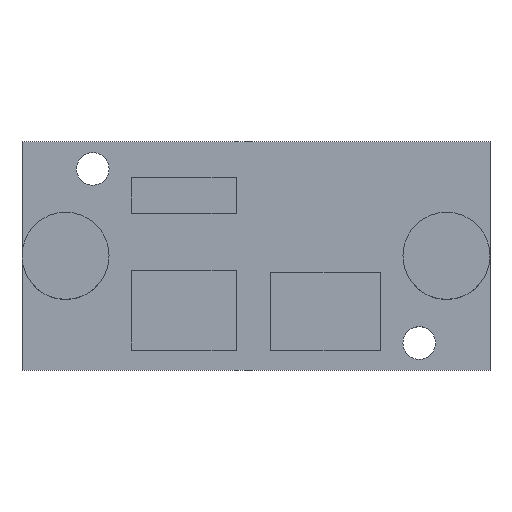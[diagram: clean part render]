
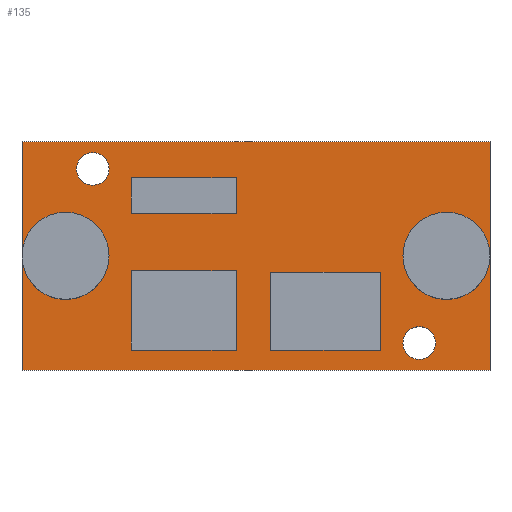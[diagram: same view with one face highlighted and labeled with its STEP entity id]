
A CAD part, top view. The second image highlights one B-rep face of the part: STEP entity #135.
In plain terms, the highlighted planar face has unit normal (0, 0, 1).
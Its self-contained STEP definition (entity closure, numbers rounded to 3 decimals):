
#22 = VERTEX_POINT('',#23);
#23 = CARTESIAN_POINT('',(-21.5,-10.5,0.));
#40 = VERTEX_POINT('',#41);
#41 = CARTESIAN_POINT('',(21.5,-10.5,0.));
#47 = EDGE_CURVE('',#22,#40,#48,.T.);
#48 = LINE('',#49,#50);
#49 = CARTESIAN_POINT('',(-21.5,-10.5,0.));
#50 = VECTOR('',#51,1.);
#51 = DIRECTION('',(1.,0.,0.));
#62 = VERTEX_POINT('',#63);
#63 = CARTESIAN_POINT('',(-21.5,10.5,0.));
#78 = EDGE_CURVE('',#79,#22,#81,.T.);
#79 = VERTEX_POINT('',#80);
#80 = CARTESIAN_POINT('',(-21.5,0.,0.));
#81 = LINE('',#82,#83);
#82 = CARTESIAN_POINT('',(-21.5,10.5,0.));
#83 = VECTOR('',#84,1.);
#84 = DIRECTION('',(0.,-1.,0.));
#86 = EDGE_CURVE('',#62,#79,#87,.T.);
#87 = LINE('',#88,#89);
#88 = CARTESIAN_POINT('',(-21.5,10.5,0.));
#89 = VECTOR('',#90,1.);
#90 = DIRECTION('',(0.,-1.,0.));
#110 = VERTEX_POINT('',#111);
#111 = CARTESIAN_POINT('',(21.5,10.5,0.));
#117 = EDGE_CURVE('',#118,#110,#120,.T.);
#118 = VERTEX_POINT('',#119);
#119 = CARTESIAN_POINT('',(21.5,0.,0.));
#120 = LINE('',#121,#122);
#121 = CARTESIAN_POINT('',(21.5,-10.5,0.));
#122 = VECTOR('',#123,1.);
#123 = DIRECTION('',(0.,1.,0.));
#125 = EDGE_CURVE('',#40,#118,#126,.T.);
#126 = LINE('',#127,#128);
#127 = CARTESIAN_POINT('',(21.5,-10.5,0.));
#128 = VECTOR('',#129,1.);
#129 = DIRECTION('',(0.,1.,0.));
#135 = ADVANCED_FACE('',(#136,#149,#183,#201,#235,#246,#255,#266),#300,
  .T.);
#136 = FACE_BOUND('',#137,.T.);
#137 = EDGE_LOOP('',(#138,#139,#140,#141,#142,#148));
#138 = ORIENTED_EDGE('',*,*,#78,.T.);
#139 = ORIENTED_EDGE('',*,*,#47,.T.);
#140 = ORIENTED_EDGE('',*,*,#125,.T.);
#141 = ORIENTED_EDGE('',*,*,#117,.T.);
#142 = ORIENTED_EDGE('',*,*,#143,.T.);
#143 = EDGE_CURVE('',#110,#62,#144,.T.);
#144 = LINE('',#145,#146);
#145 = CARTESIAN_POINT('',(21.5,10.5,0.));
#146 = VECTOR('',#147,1.);
#147 = DIRECTION('',(-1.,0.,0.));
#148 = ORIENTED_EDGE('',*,*,#86,.T.);
#149 = FACE_BOUND('',#150,.T.);
#150 = EDGE_LOOP('',(#151,#161,#169,#177));
#151 = ORIENTED_EDGE('',*,*,#152,.F.);
#152 = EDGE_CURVE('',#153,#155,#157,.T.);
#153 = VERTEX_POINT('',#154);
#154 = CARTESIAN_POINT('',(-11.46,-8.657,0.));
#155 = VERTEX_POINT('',#156);
#156 = CARTESIAN_POINT('',(-1.817,-8.657,0.));
#157 = LINE('',#158,#159);
#158 = CARTESIAN_POINT('',(-11.46,-8.657,0.));
#159 = VECTOR('',#160,1.);
#160 = DIRECTION('',(1.,0.,0.));
#161 = ORIENTED_EDGE('',*,*,#162,.F.);
#162 = EDGE_CURVE('',#163,#153,#165,.T.);
#163 = VERTEX_POINT('',#164);
#164 = CARTESIAN_POINT('',(-11.46,-1.385,0.));
#165 = LINE('',#166,#167);
#166 = CARTESIAN_POINT('',(-11.46,-1.385,0.));
#167 = VECTOR('',#168,1.);
#168 = DIRECTION('',(0.,-1.,0.));
#169 = ORIENTED_EDGE('',*,*,#170,.F.);
#170 = EDGE_CURVE('',#171,#163,#173,.T.);
#171 = VERTEX_POINT('',#172);
#172 = CARTESIAN_POINT('',(-1.817,-1.385,0.));
#173 = LINE('',#174,#175);
#174 = CARTESIAN_POINT('',(-1.817,-1.385,0.));
#175 = VECTOR('',#176,1.);
#176 = DIRECTION('',(-1.,0.,0.));
#177 = ORIENTED_EDGE('',*,*,#178,.F.);
#178 = EDGE_CURVE('',#155,#171,#179,.T.);
#179 = LINE('',#180,#181);
#180 = CARTESIAN_POINT('',(-1.817,-8.657,0.));
#181 = VECTOR('',#182,1.);
#182 = DIRECTION('',(0.,1.,0.));
#183 = FACE_BOUND('',#184,.T.);
#184 = EDGE_LOOP('',(#185,#194));
#185 = ORIENTED_EDGE('',*,*,#186,.F.);
#186 = EDGE_CURVE('',#79,#187,#189,.T.);
#187 = VERTEX_POINT('',#188);
#188 = CARTESIAN_POINT('',(-13.5,0.,0.));
#189 = CIRCLE('',#190,4.);
#190 = AXIS2_PLACEMENT_3D('',#191,#192,#193);
#191 = CARTESIAN_POINT('',(-17.5,0.,0.));
#192 = DIRECTION('',(0.,0.,1.));
#193 = DIRECTION('',(1.,0.,0.));
#194 = ORIENTED_EDGE('',*,*,#195,.F.);
#195 = EDGE_CURVE('',#187,#79,#196,.T.);
#196 = CIRCLE('',#197,4.);
#197 = AXIS2_PLACEMENT_3D('',#198,#199,#200);
#198 = CARTESIAN_POINT('',(-17.5,0.,0.));
#199 = DIRECTION('',(0.,0.,1.));
#200 = DIRECTION('',(1.,0.,0.));
#201 = FACE_BOUND('',#202,.T.);
#202 = EDGE_LOOP('',(#203,#213,#221,#229));
#203 = ORIENTED_EDGE('',*,*,#204,.F.);
#204 = EDGE_CURVE('',#205,#207,#209,.T.);
#205 = VERTEX_POINT('',#206);
#206 = CARTESIAN_POINT('',(1.35,-8.657,0.));
#207 = VERTEX_POINT('',#208);
#208 = CARTESIAN_POINT('',(11.423,-8.657,0.));
#209 = LINE('',#210,#211);
#210 = CARTESIAN_POINT('',(1.35,-8.657,0.));
#211 = VECTOR('',#212,1.);
#212 = DIRECTION('',(1.,0.,0.));
#213 = ORIENTED_EDGE('',*,*,#214,.F.);
#214 = EDGE_CURVE('',#215,#205,#217,.T.);
#215 = VERTEX_POINT('',#216);
#216 = CARTESIAN_POINT('',(1.35,-1.526,0.));
#217 = LINE('',#218,#219);
#218 = CARTESIAN_POINT('',(1.35,-1.526,0.));
#219 = VECTOR('',#220,1.);
#220 = DIRECTION('',(0.,-1.,0.));
#221 = ORIENTED_EDGE('',*,*,#222,.F.);
#222 = EDGE_CURVE('',#223,#215,#225,.T.);
#223 = VERTEX_POINT('',#224);
#224 = CARTESIAN_POINT('',(11.423,-1.526,0.));
#225 = LINE('',#226,#227);
#226 = CARTESIAN_POINT('',(11.423,-1.526,0.));
#227 = VECTOR('',#228,1.);
#228 = DIRECTION('',(-1.,0.,0.));
#229 = ORIENTED_EDGE('',*,*,#230,.F.);
#230 = EDGE_CURVE('',#207,#223,#231,.T.);
#231 = LINE('',#232,#233);
#232 = CARTESIAN_POINT('',(11.423,-8.657,0.));
#233 = VECTOR('',#234,1.);
#234 = DIRECTION('',(0.,1.,0.));
#235 = FACE_BOUND('',#236,.T.);
#236 = EDGE_LOOP('',(#237));
#237 = ORIENTED_EDGE('',*,*,#238,.F.);
#238 = EDGE_CURVE('',#239,#239,#241,.T.);
#239 = VERTEX_POINT('',#240);
#240 = CARTESIAN_POINT('',(16.5,-8.,0.));
#241 = CIRCLE('',#242,1.5);
#242 = AXIS2_PLACEMENT_3D('',#243,#244,#245);
#243 = CARTESIAN_POINT('',(15.,-8.,0.));
#244 = DIRECTION('',(0.,0.,1.));
#245 = DIRECTION('',(1.,0.,0.));
#246 = FACE_BOUND('',#247,.T.);
#247 = EDGE_LOOP('',(#248));
#248 = ORIENTED_EDGE('',*,*,#249,.F.);
#249 = EDGE_CURVE('',#118,#118,#250,.T.);
#250 = CIRCLE('',#251,4.);
#251 = AXIS2_PLACEMENT_3D('',#252,#253,#254);
#252 = CARTESIAN_POINT('',(17.5,0.,0.));
#253 = DIRECTION('',(0.,0.,1.));
#254 = DIRECTION('',(1.,0.,0.));
#255 = FACE_BOUND('',#256,.T.);
#256 = EDGE_LOOP('',(#257));
#257 = ORIENTED_EDGE('',*,*,#258,.F.);
#258 = EDGE_CURVE('',#259,#259,#261,.T.);
#259 = VERTEX_POINT('',#260);
#260 = CARTESIAN_POINT('',(-13.5,8.,0.));
#261 = CIRCLE('',#262,1.5);
#262 = AXIS2_PLACEMENT_3D('',#263,#264,#265);
#263 = CARTESIAN_POINT('',(-15.,8.,0.));
#264 = DIRECTION('',(0.,0.,1.));
#265 = DIRECTION('',(1.,0.,0.));
#266 = FACE_BOUND('',#267,.T.);
#267 = EDGE_LOOP('',(#268,#278,#286,#294));
#268 = ORIENTED_EDGE('',*,*,#269,.F.);
#269 = EDGE_CURVE('',#270,#272,#274,.T.);
#270 = VERTEX_POINT('',#271);
#271 = CARTESIAN_POINT('',(-11.46,3.899,0.));
#272 = VERTEX_POINT('',#273);
#273 = CARTESIAN_POINT('',(-1.817,3.899,0.));
#274 = LINE('',#275,#276);
#275 = CARTESIAN_POINT('',(-11.46,3.899,0.));
#276 = VECTOR('',#277,1.);
#277 = DIRECTION('',(1.,0.,0.));
#278 = ORIENTED_EDGE('',*,*,#279,.F.);
#279 = EDGE_CURVE('',#280,#270,#282,.T.);
#280 = VERTEX_POINT('',#281);
#281 = CARTESIAN_POINT('',(-11.46,7.188,0.));
#282 = LINE('',#283,#284);
#283 = CARTESIAN_POINT('',(-11.46,7.188,0.));
#284 = VECTOR('',#285,1.);
#285 = DIRECTION('',(0.,-1.,0.));
#286 = ORIENTED_EDGE('',*,*,#287,.F.);
#287 = EDGE_CURVE('',#288,#280,#290,.T.);
#288 = VERTEX_POINT('',#289);
#289 = CARTESIAN_POINT('',(-1.817,7.188,0.));
#290 = LINE('',#291,#292);
#291 = CARTESIAN_POINT('',(-1.817,7.188,0.));
#292 = VECTOR('',#293,1.);
#293 = DIRECTION('',(-1.,0.,0.));
#294 = ORIENTED_EDGE('',*,*,#295,.F.);
#295 = EDGE_CURVE('',#272,#288,#296,.T.);
#296 = LINE('',#297,#298);
#297 = CARTESIAN_POINT('',(-1.817,3.899,0.));
#298 = VECTOR('',#299,1.);
#299 = DIRECTION('',(0.,1.,0.));
#300 = PLANE('',#301);
#301 = AXIS2_PLACEMENT_3D('',#302,#303,#304);
#302 = CARTESIAN_POINT('',(0.,0.,0.));
#303 = DIRECTION('',(0.,0.,1.));
#304 = DIRECTION('',(1.,0.,0.));
